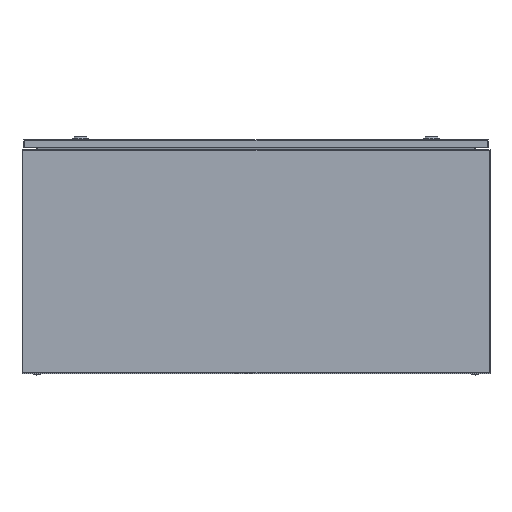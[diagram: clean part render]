
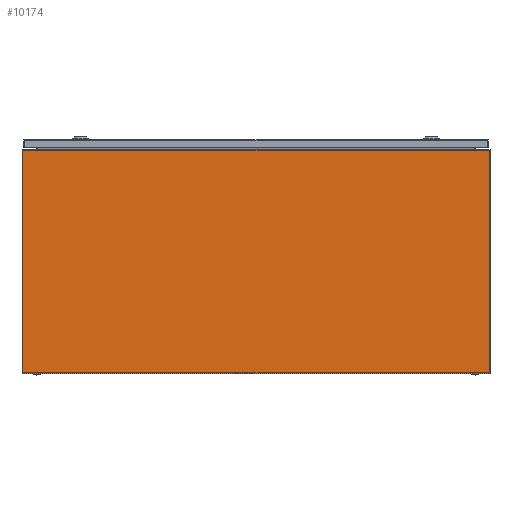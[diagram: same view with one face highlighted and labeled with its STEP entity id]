
A CAD part, left-side view. The second image highlights one B-rep face of the part: STEP entity #10174.
In plain terms, the highlighted planar face has unit normal (-1, 0, 0).
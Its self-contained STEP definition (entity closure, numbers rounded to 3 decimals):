
#3058 = DIRECTION ( 'NONE',  ( 0., 0., -1. ) ) ;
#3542 = CARTESIAN_POINT ( 'NONE',  ( 0., 0., 383. ) ) ;
#3732 = ORIENTED_EDGE ( 'NONE', *, *, #25364, .T. ) ;
#3766 = ORIENTED_EDGE ( 'NONE', *, *, #25698, .F. ) ;
#3859 = LINE ( 'NONE', #19601, #31490 ) ;
#5887 = VERTEX_POINT ( 'NONE', #20527 ) ;
#8220 = CARTESIAN_POINT ( 'NONE',  ( 0., 0., 383. ) ) ;
#10174 = ADVANCED_FACE ( 'NONE', ( #20750 ), #28037, .F. ) ;
#10601 = CARTESIAN_POINT ( 'NONE',  ( 0., 0., 0. ) ) ;
#10867 = ORIENTED_EDGE ( 'NONE', *, *, #30426, .T. ) ;
#10904 = VECTOR ( 'NONE', #16733, 1000. ) ;
#14942 = DIRECTION ( 'NONE',  ( 0., 0., -1. ) ) ;
#16733 = DIRECTION ( 'NONE',  ( 0., -1., 0. ) ) ;
#18206 = LINE ( 'NONE', #25994, #27494 ) ;
#19601 = CARTESIAN_POINT ( 'NONE',  ( 0., 0., 0. ) ) ;
#20099 = DIRECTION ( 'NONE',  ( 0., -1., 0. ) ) ;
#20527 = CARTESIAN_POINT ( 'NONE',  ( 0., 800., 383. ) ) ;
#20750 = FACE_OUTER_BOUND ( 'NONE', #45379, .T. ) ;
#24278 = VECTOR ( 'NONE', #3058, 1000. ) ;
#25019 = DIRECTION ( 'NONE',  ( 0., 0., -1. ) ) ;
#25364 = EDGE_CURVE ( 'NONE', #5887, #35497, #18206, .T. ) ;
#25698 = EDGE_CURVE ( 'NONE', #48173, #33272, #48833, .T. ) ;
#25994 = CARTESIAN_POINT ( 'NONE',  ( 0., 800., 383. ) ) ;
#27494 = VECTOR ( 'NONE', #14942, 1000. ) ;
#28037 = PLANE ( 'NONE',  #46719 ) ;
#28764 = CARTESIAN_POINT ( 'NONE',  ( 0., 0., 383. ) ) ;
#29083 = CARTESIAN_POINT ( 'NONE',  ( 0., 0., 383. ) ) ;
#30426 = EDGE_CURVE ( 'NONE', #35497, #33272, #3859, .T. ) ;
#31490 = VECTOR ( 'NONE', #20099, 1000. ) ;
#32619 = EDGE_CURVE ( 'NONE', #5887, #48173, #39448, .T. ) ;
#33272 = VERTEX_POINT ( 'NONE', #10601 ) ;
#35497 = VERTEX_POINT ( 'NONE', #36708 ) ;
#35987 = DIRECTION ( 'NONE',  ( 1., 0., 0. ) ) ;
#36708 = CARTESIAN_POINT ( 'NONE',  ( 0., 800., 0. ) ) ;
#39448 = LINE ( 'NONE', #8220, #10904 ) ;
#45379 = EDGE_LOOP ( 'NONE', ( #10867, #3766, #48089, #3732 ) ) ;
#46719 = AXIS2_PLACEMENT_3D ( 'NONE', #28764, #35987, #25019 ) ;
#48089 = ORIENTED_EDGE ( 'NONE', *, *, #32619, .F. ) ;
#48173 = VERTEX_POINT ( 'NONE', #29083 ) ;
#48833 = LINE ( 'NONE', #3542, #24278 ) ;
